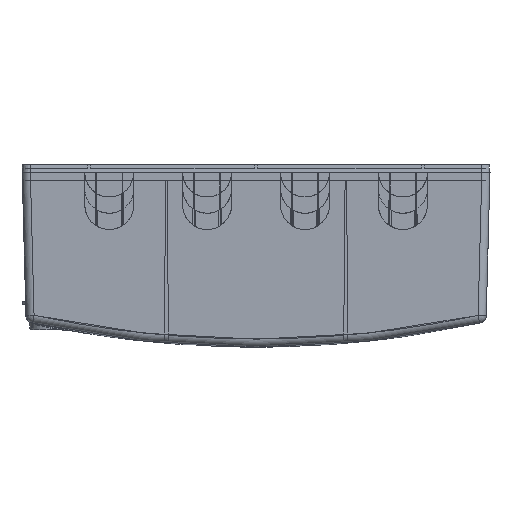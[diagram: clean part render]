
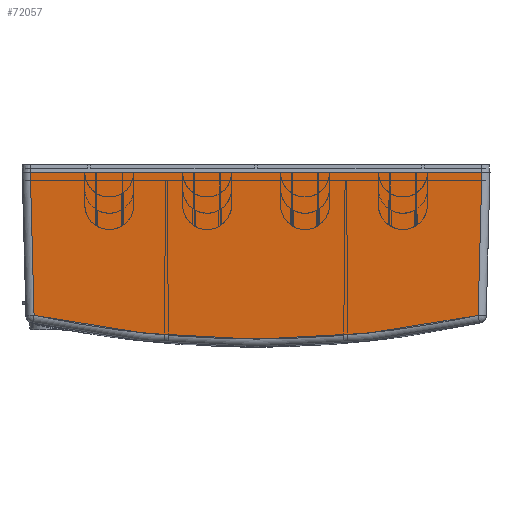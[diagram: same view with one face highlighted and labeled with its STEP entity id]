
A CAD part, left-side view. The second image highlights one B-rep face of the part: STEP entity #72057.
In plain terms, the highlighted planar face has unit normal (-1, 0, -0.026).
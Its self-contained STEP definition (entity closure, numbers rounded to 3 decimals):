
#48123=CARTESIAN_POINT('',(-324.317,140.689,
-31.572));
#48139=CARTESIAN_POINT('',(-326.612,142.984,
56.065));
#48192=CARTESIAN_POINT('',(-326.612,-133.819,
56.065));
#48197=DIRECTION('',(0.,1.,0.));
#48198=VECTOR('',#48197,276.803);
#48199=CARTESIAN_POINT('',(-326.612,-133.819,
56.065));
#48200=LINE('',#48199,#48198);
#48977=DIRECTION('',(-0.026,0.026,0.999));
#48978=VECTOR('',#48977,87.697);
#48979=CARTESIAN_POINT('',(-324.317,140.689,
-31.572));
#48980=LINE('',#48979,#48978);
#48984=DIRECTION('',(0.026,0.026,-0.999));
#48985=VECTOR('',#48984,87.697);
#48986=CARTESIAN_POINT('',(-326.612,-133.819,
56.065));
#48987=LINE('',#48986,#48985);
#48991=CARTESIAN_POINT('',(-340.734,4.582,
595.397));
#48992=DIRECTION('',(1.,0.,0.026));
#48993=DIRECTION('',(0.026,-0.212,-0.977));
#48994=AXIS2_PLACEMENT_3D('',#48991,#48992,#48993);
#65207=VERTEX_POINT('',#48123);
#65208=CARTESIAN_POINT('',(-324.317,-131.524,
-31.572));
#65209=VERTEX_POINT('',#65208);
#65212=VERTEX_POINT('',#48139);
#65221=VERTEX_POINT('',#48192);
#72046=CARTESIAN_POINT('',(-323.876,-139.355,
-48.388));
#72047=DIRECTION('',(1.,0.,0.026));
#72048=DIRECTION('',(0.,1.,0.));
#72049=AXIS2_PLACEMENT_3D('',#72046,#72047,#72048);
#72050=PLANE('',#72049);
#72051=ORIENTED_EDGE('',*,*,#71674,.T.);
#72052=ORIENTED_EDGE('',*,*,#71711,.F.);
#72053=ORIENTED_EDGE('',*,*,#72038,.T.);
#72054=ORIENTED_EDGE('',*,*,#71646,.T.);
#72055=EDGE_LOOP('',(#72051,#72052,#72053,#72054));
#72056=FACE_OUTER_BOUND('',#72055,.F.);
#48995=CIRCLE('',#48994,641.783);
#71646=EDGE_CURVE('',#65209,#65207,#48995,.T.);
#71674=EDGE_CURVE('',#65207,#65212,#48980,.T.);
#71711=EDGE_CURVE('',#65221,#65212,#48200,.T.);
#72038=EDGE_CURVE('',#65221,#65209,#48987,.T.);
#72057=ADVANCED_FACE('',(#72056),#72050,.F.);
